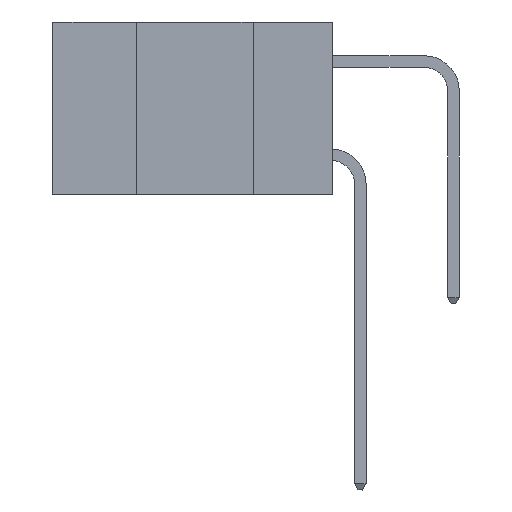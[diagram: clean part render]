
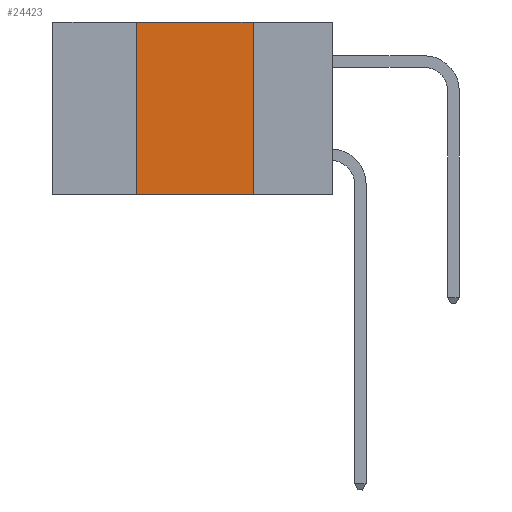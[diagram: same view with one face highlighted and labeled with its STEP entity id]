
A CAD part, left-side view. The second image highlights one B-rep face of the part: STEP entity #24423.
In plain terms, the highlighted planar face has unit normal (-1, 0, 0).
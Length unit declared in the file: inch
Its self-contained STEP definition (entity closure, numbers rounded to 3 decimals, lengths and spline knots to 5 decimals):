
#123 = DIRECTION ( 'NONE',  ( 0., 0., 1. ) ) ;
#262 = VECTOR ( 'NONE', #24796, 39.37008 ) ;
#559 = VERTEX_POINT ( 'NONE', #22030 ) ;
#687 = DIRECTION ( 'NONE',  ( 0., -1., 0. ) ) ;
#1479 = DIRECTION ( 'NONE',  ( 0., 0., -1. ) ) ;
#2352 = VERTEX_POINT ( 'NONE', #14959 ) ;
#4122 = VECTOR ( 'NONE', #687, 39.37008 ) ;
#4273 = EDGE_CURVE ( 'NONE', #2352, #559, #5091, .T. ) ;
#5091 = LINE ( 'NONE', #24809, #25280 ) ;
#8320 = ORIENTED_EDGE ( 'NONE', *, *, #22498, .F. ) ;
#8485 = EDGE_LOOP ( 'NONE', ( #8320, #14134, #24510, #19962 ) ) ;
#9191 = CARTESIAN_POINT ( 'NONE',  ( 0., 0.17, 0. ) ) ;
#11822 = CARTESIAN_POINT ( 'NONE',  ( 0., 0.42, -0.37 ) ) ;
#12516 = CARTESIAN_POINT ( 'NONE',  ( 0., 0.6, -0.37 ) ) ;
#13279 = DIRECTION ( 'NONE',  ( 1., 0., 0. ) ) ;
#13523 = VECTOR ( 'NONE', #123, 39.37008 ) ;
#13919 = VERTEX_POINT ( 'NONE', #25339 ) ;
#13953 = LINE ( 'NONE', #12516, #4122 ) ;
#14134 = ORIENTED_EDGE ( 'NONE', *, *, #4273, .F. ) ;
#14959 = CARTESIAN_POINT ( 'NONE',  ( 0., 0.42, 0. ) ) ;
#16035 = LINE ( 'NONE', #9191, #262 ) ;
#18427 = AXIS2_PLACEMENT_3D ( 'NONE', #19127, #13279, #1479 ) ;
#18578 = EDGE_CURVE ( 'NONE', #19752, #13919, #13953, .T. ) ;
#18757 = LINE ( 'NONE', #23711, #13523 ) ;
#19127 = CARTESIAN_POINT ( 'NONE',  ( 0., 0.6, 0. ) ) ;
#19752 = VERTEX_POINT ( 'NONE', #11822 ) ;
#19962 = ORIENTED_EDGE ( 'NONE', *, *, #18578, .T. ) ;
#21173 = EDGE_CURVE ( 'NONE', #19752, #2352, #18757, .T. ) ;
#22030 = CARTESIAN_POINT ( 'NONE',  ( 0., 0.17, 0. ) ) ;
#22064 = FACE_OUTER_BOUND ( 'NONE', #8485, .T. ) ;
#22498 = EDGE_CURVE ( 'NONE', #559, #13919, #16035, .T. ) ;
#23042 = PLANE ( 'NONE',  #18427 ) ;
#23585 = DIRECTION ( 'NONE',  ( 0., -1., 0. ) ) ;
#23711 = CARTESIAN_POINT ( 'NONE',  ( 0., 0.42, 0. ) ) ;
#24423 = ADVANCED_FACE ( 'NONE', ( #22064 ), #23042, .F. ) ;
#24510 = ORIENTED_EDGE ( 'NONE', *, *, #21173, .F. ) ;
#24796 = DIRECTION ( 'NONE',  ( 0., 0., -1. ) ) ;
#24809 = CARTESIAN_POINT ( 'NONE',  ( 0., 0.6, 0. ) ) ;
#25280 = VECTOR ( 'NONE', #23585, 39.37008 ) ;
#25339 = CARTESIAN_POINT ( 'NONE',  ( 0., 0.17, -0.37 ) ) ;
